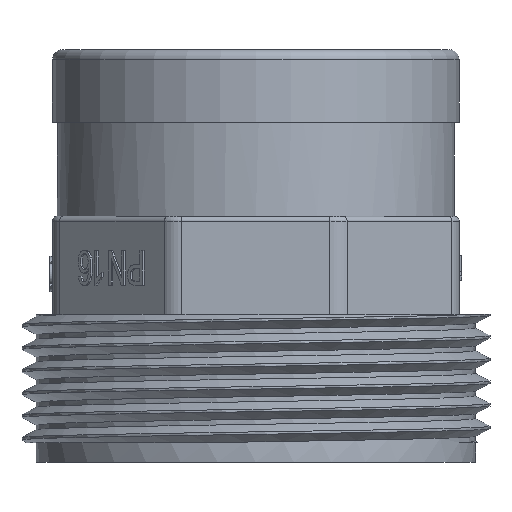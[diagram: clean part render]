
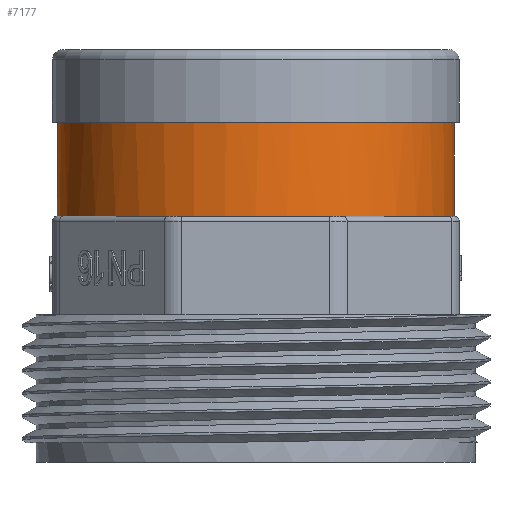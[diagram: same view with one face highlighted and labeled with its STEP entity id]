
A CAD part, front view. The second image highlights one B-rep face of the part: STEP entity #7177.
In plain terms, the highlighted cylindrical face has radius 20.25 mm (diameter 40.5 mm), a full revolution.
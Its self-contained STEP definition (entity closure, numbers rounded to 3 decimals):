
#449=FACE_OUTER_BOUND('',#873,.T.);
#873=EDGE_LOOP('',(#5096,#5097,#5098,#5099,#5100,#5101,#5102,#5103,#5104,
#5105,#5106,#5107));
#1304=CIRCLE('',#7621,20.25);
#1307=CIRCLE('',#7625,20.25);
#1308=CIRCLE('',#7627,20.25);
#1311=CIRCLE('',#7631,20.25);
#1313=CIRCLE('',#7634,20.25);
#1314=CIRCLE('',#7636,20.25);
#1317=CIRCLE('',#7640,20.25);
#1328=CIRCLE('',#7653,20.25);
#1329=CIRCLE('',#7654,20.25);
#1330=CIRCLE('',#7655,20.25);
#1815=LINE('',#14610,#2468);
#2468=VECTOR('',#8201,20.25);
#3168=VERTEX_POINT('',#14237);
#3169=VERTEX_POINT('',#14238);
#3174=VERTEX_POINT('',#14250);
#3175=VERTEX_POINT('',#14254);
#3180=VERTEX_POINT('',#14266);
#3183=VERTEX_POINT('',#14274);
#3184=VERTEX_POINT('',#14278);
#3189=VERTEX_POINT('',#14290);
#3207=VERTEX_POINT('',#14607);
#3208=VERTEX_POINT('',#14608);
#3919=EDGE_CURVE('',#3168,#3169,#1304,.T.);
#3925=EDGE_CURVE('',#3169,#3174,#1307,.T.);
#3927=EDGE_CURVE('',#3175,#3168,#1308,.T.);
#3933=EDGE_CURVE('',#3174,#3180,#1311,.T.);
#3937=EDGE_CURVE('',#3180,#3183,#1313,.T.);
#3939=EDGE_CURVE('',#3184,#3175,#1314,.T.);
#3945=EDGE_CURVE('',#3183,#3189,#1317,.T.);
#3966=EDGE_CURVE('',#3207,#3208,#1328,.T.);
#3967=EDGE_CURVE('',#3208,#3175,#1815,.T.);
#3968=EDGE_CURVE('',#3189,#3184,#1329,.T.);
#3969=EDGE_CURVE('',#3208,#3207,#1330,.T.);
#5096=ORIENTED_EDGE('',*,*,#3966,.T.);
#5097=ORIENTED_EDGE('',*,*,#3967,.T.);
#5098=ORIENTED_EDGE('',*,*,#3939,.F.);
#5099=ORIENTED_EDGE('',*,*,#3968,.F.);
#5100=ORIENTED_EDGE('',*,*,#3945,.F.);
#5101=ORIENTED_EDGE('',*,*,#3937,.F.);
#5102=ORIENTED_EDGE('',*,*,#3933,.F.);
#5103=ORIENTED_EDGE('',*,*,#3925,.F.);
#5104=ORIENTED_EDGE('',*,*,#3919,.F.);
#5105=ORIENTED_EDGE('',*,*,#3927,.F.);
#5106=ORIENTED_EDGE('',*,*,#3967,.F.);
#5107=ORIENTED_EDGE('',*,*,#3969,.T.);
#7103=CYLINDRICAL_SURFACE('',#7652,20.25);
#7177=ADVANCED_FACE('',(#449),#7103,.T.);
#7621=AXIS2_PLACEMENT_3D('',#14239,#8114,#8115);
#7625=AXIS2_PLACEMENT_3D('',#14251,#8125,#8126);
#7627=AXIS2_PLACEMENT_3D('',#14255,#8130,#8131);
#7631=AXIS2_PLACEMENT_3D('',#14267,#8141,#8142);
#7634=AXIS2_PLACEMENT_3D('',#14275,#8149,#8150);
#7636=AXIS2_PLACEMENT_3D('',#14279,#8154,#8155);
#7640=AXIS2_PLACEMENT_3D('',#14291,#8165,#8166);
#7652=AXIS2_PLACEMENT_3D('',#14606,#8197,#8198);
#7653=AXIS2_PLACEMENT_3D('',#14609,#8199,#8200);
#7654=AXIS2_PLACEMENT_3D('',#14611,#8202,#8203);
#7655=AXIS2_PLACEMENT_3D('',#14612,#8204,#8205);
#8114=DIRECTION('center_axis',(0.,0.,-1.));
#8115=DIRECTION('ref_axis',(1.,0.,0.));
#8125=DIRECTION('center_axis',(0.,0.,-1.));
#8126=DIRECTION('ref_axis',(1.,0.,0.));
#8130=DIRECTION('center_axis',(0.,0.,-1.));
#8131=DIRECTION('ref_axis',(1.,0.,0.));
#8141=DIRECTION('center_axis',(0.,0.,-1.));
#8142=DIRECTION('ref_axis',(1.,0.,0.));
#8149=DIRECTION('center_axis',(0.,0.,-1.));
#8150=DIRECTION('ref_axis',(1.,0.,0.));
#8154=DIRECTION('center_axis',(0.,0.,-1.));
#8155=DIRECTION('ref_axis',(1.,0.,0.));
#8165=DIRECTION('center_axis',(0.,0.,-1.));
#8166=DIRECTION('ref_axis',(1.,0.,0.));
#8197=DIRECTION('center_axis',(0.,0.,1.));
#8198=DIRECTION('ref_axis',(-1.,0.,0.));
#8199=DIRECTION('center_axis',(0.,0.,-1.));
#8200=DIRECTION('ref_axis',(-0.924,-0.383,0.));
#8201=DIRECTION('',(0.,0.,-1.));
#8202=DIRECTION('center_axis',(0.,0.,-1.));
#8203=DIRECTION('ref_axis',(1.,0.,0.));
#8204=DIRECTION('center_axis',(0.,0.,-1.));
#8205=DIRECTION('ref_axis',(-0.924,-0.383,0.));
#14237=CARTESIAN_POINT('',(14.319,-14.319,25.1));
#14238=CARTESIAN_POINT('',(0.,-20.25,25.1));
#14239=CARTESIAN_POINT('Origin',(0.,0.,25.1));
#14250=CARTESIAN_POINT('',(-14.319,-14.319,25.1));
#14251=CARTESIAN_POINT('Origin',(0.,0.,25.1));
#14254=CARTESIAN_POINT('',(20.25,0.,25.1));
#14255=CARTESIAN_POINT('Origin',(0.,0.,25.1));
#14266=CARTESIAN_POINT('',(-20.25,0.,25.1));
#14267=CARTESIAN_POINT('Origin',(0.,0.,25.1));
#14274=CARTESIAN_POINT('',(-14.319,14.319,25.1));
#14275=CARTESIAN_POINT('Origin',(0.,0.,25.1));
#14278=CARTESIAN_POINT('',(14.319,14.319,25.1));
#14279=CARTESIAN_POINT('Origin',(0.,0.,25.1));
#14290=CARTESIAN_POINT('',(0.,20.25,25.1));
#14291=CARTESIAN_POINT('Origin',(0.,0.,25.1));
#14606=CARTESIAN_POINT('Origin',(0.,0.,35.1));
#14607=CARTESIAN_POINT('',(-18.709,-7.749,41.1));
#14608=CARTESIAN_POINT('',(20.25,0.,41.1));
#14609=CARTESIAN_POINT('Origin',(0.,0.,41.1));
#14610=CARTESIAN_POINT('',(20.25,0.,35.1));
#14611=CARTESIAN_POINT('Origin',(0.,0.,25.1));
#14612=CARTESIAN_POINT('Origin',(0.,0.,41.1));
